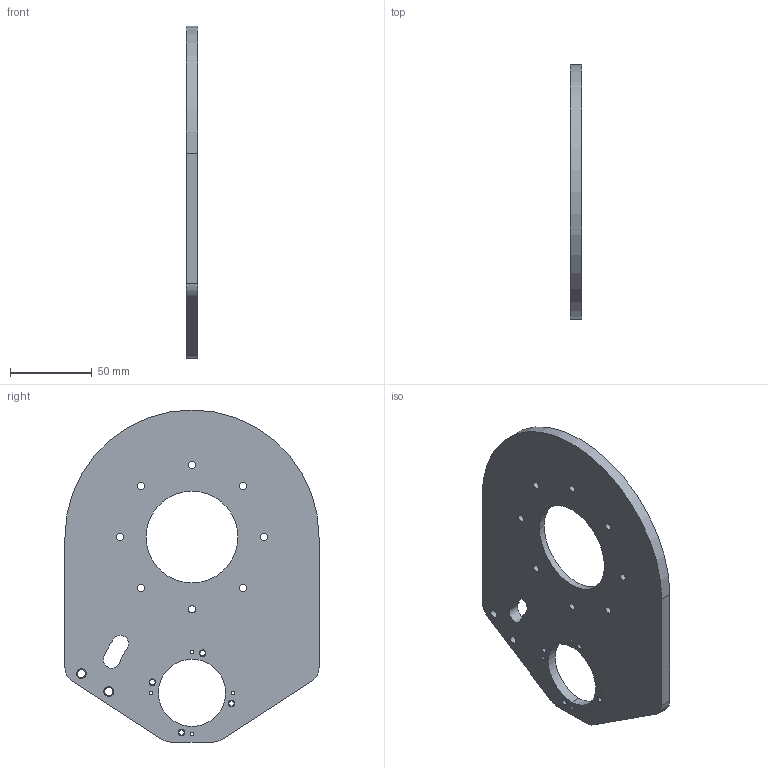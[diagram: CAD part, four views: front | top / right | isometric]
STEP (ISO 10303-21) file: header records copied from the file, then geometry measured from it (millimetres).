
FILE_DESCRIPTION((''),'2;1');
FILE_NAME('FLASQUE_MOTEUR_DC','2021-10-06T07:51:39',('laure'),(''),'CREO PARAMETRIC BY PTC INC, 2020281','CREO PARAMETRIC BY PTC INC, 2020281','');
FILE_SCHEMA(('CONFIG_CONTROL_DESIGN'));
Length unit declared in the file: millimetre
Products named in the file (1): FLASQUE_MOTEUR_DC
Bounding box: 7 x 155 x 202.5 mm (x, y, z)
Volume: 137202.7 mm3; surface area: 53169.2 mm2
Topology: 1 solids, 11 shells, 85 faces, 242 edges, 164 vertices
Faces by surface type: cylinder 72, plane 13
Entity records: 2973 total; most frequent: DIRECTION 566, CARTESIAN_POINT 492, ORIENTED_EDGE 444, EDGE_CURVE 242, AXIS2_PLACEMENT_3D 238, VERTEX_POINT 164, CIRCLE 152, EDGE_LOOP 132
